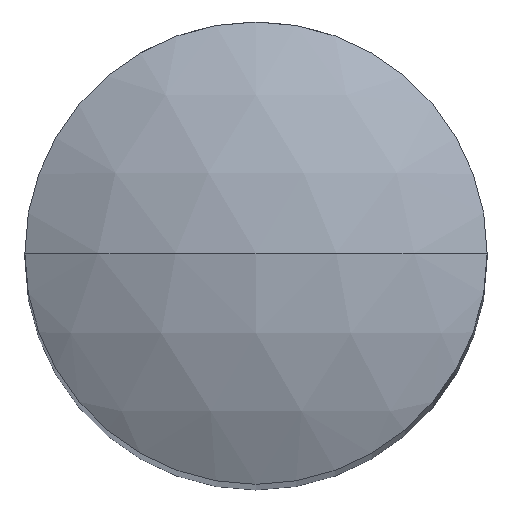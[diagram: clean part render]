
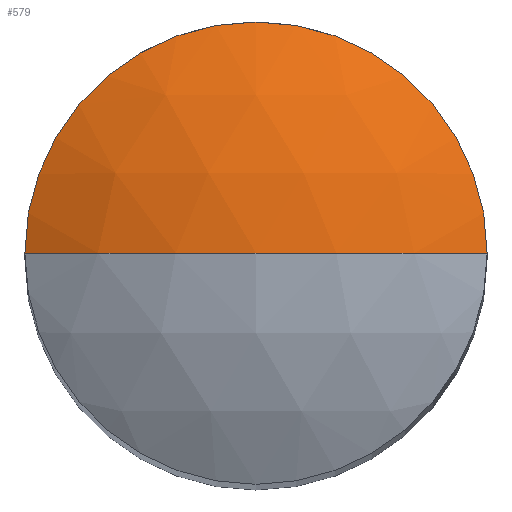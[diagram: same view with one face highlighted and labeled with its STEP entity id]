
A CAD part, top view. The second image highlights one B-rep face of the part: STEP entity #579.
In plain terms, the highlighted spherical face has radius 6 mm.
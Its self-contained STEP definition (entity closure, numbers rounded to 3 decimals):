
#66 = ORIENTED_EDGE ( 'NONE', *, *, #138, .T. ) ;
#71 = AXIS2_PLACEMENT_3D ( 'NONE', #422, #357, #352 ) ;
#84 = EDGE_LOOP ( 'NONE', ( #792, #66, #478 ) ) ;
#109 = AXIS2_PLACEMENT_3D ( 'NONE', #404, #401, #392 ) ;
#138 = EDGE_CURVE ( 'NONE', #173, #365, #196, .T. ) ;
#148 = EDGE_CURVE ( 'NONE', #173, #773, #399, .T. ) ;
#173 = VERTEX_POINT ( 'NONE', #236 ) ;
#196 = CIRCLE ( 'NONE', #109, 6. ) ;
#236 = CARTESIAN_POINT ( 'NONE',  ( 0., 0., 22.5 ) ) ;
#281 = DIRECTION ( 'NONE',  ( 0., 0., -1. ) ) ;
#301 = EDGE_CURVE ( 'NONE', #773, #365, #364, .T. ) ;
#352 = DIRECTION ( 'NONE',  ( 1., 0., 0. ) ) ;
#357 = DIRECTION ( 'NONE',  ( 0., -1., 0. ) ) ;
#364 = CIRCLE ( 'NONE', #665, 3. ) ;
#365 = VERTEX_POINT ( 'NONE', #559 ) ;
#392 = DIRECTION ( 'NONE',  ( 0., 0., 1. ) ) ;
#399 = CIRCLE ( 'NONE', #71, 6. ) ;
#401 = DIRECTION ( 'NONE',  ( 0., 1., 0. ) ) ;
#404 = CARTESIAN_POINT ( 'NONE',  ( 0., 0., 16.5 ) ) ;
#422 = CARTESIAN_POINT ( 'NONE',  ( 0., 0., 16.5 ) ) ;
#478 = ORIENTED_EDGE ( 'NONE', *, *, #301, .F. ) ;
#498 = SPHERICAL_SURFACE ( 'NONE', #534, 6. ) ;
#523 = DIRECTION ( 'NONE',  ( 1., 0., 0. ) ) ;
#534 = AXIS2_PLACEMENT_3D ( 'NONE', #646, #710, #523 ) ;
#559 = CARTESIAN_POINT ( 'NONE',  ( 3., 0., 21.696 ) ) ;
#579 = ADVANCED_FACE ( 'NONE', ( #820 ), #498, .T. ) ;
#588 = CARTESIAN_POINT ( 'NONE',  ( -3., 0., 21.696 ) ) ;
#646 = CARTESIAN_POINT ( 'NONE',  ( 0., 0., 16.5 ) ) ;
#664 = CARTESIAN_POINT ( 'NONE',  ( 0., 0., 21.696 ) ) ;
#665 = AXIS2_PLACEMENT_3D ( 'NONE', #664, #281, #733 ) ;
#710 = DIRECTION ( 'NONE',  ( 0., -1., 0. ) ) ;
#733 = DIRECTION ( 'NONE',  ( -1., 0., 0. ) ) ;
#773 = VERTEX_POINT ( 'NONE', #588 ) ;
#792 = ORIENTED_EDGE ( 'NONE', *, *, #148, .F. ) ;
#820 = FACE_OUTER_BOUND ( 'NONE', #84, .T. ) ;
